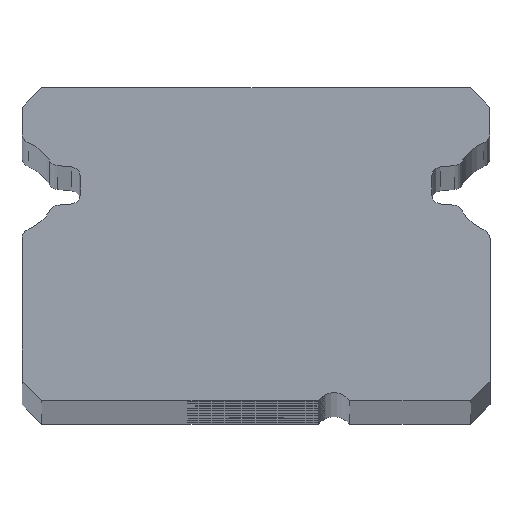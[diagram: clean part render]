
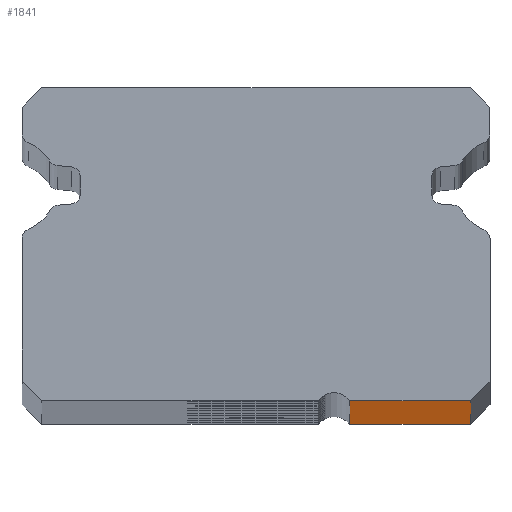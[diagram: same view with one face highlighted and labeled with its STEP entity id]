
A CAD part, top view. The second image highlights one B-rep face of the part: STEP entity #1841.
In plain terms, the highlighted planar face has unit normal (0, -1, 0).
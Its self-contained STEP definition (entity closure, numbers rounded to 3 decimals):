
#166 = CARTESIAN_POINT ( 'NONE',  ( 5.484, -5.5, -175. ) ) ;
#222 = VERTEX_POINT ( 'NONE', #3563 ) ;
#288 = FACE_OUTER_BOUND ( 'NONE', #433, .T. ) ;
#433 = EDGE_LOOP ( 'NONE', ( #1537, #2943, #3864, #3689 ) ) ;
#1046 = CARTESIAN_POINT ( 'NONE',  ( 2.393, -5.5, 175. ) ) ;
#1325 = DIRECTION ( 'NONE',  ( 0., 0., -1. ) ) ;
#1416 = LINE ( 'NONE', #3564, #2323 ) ;
#1452 = VECTOR ( 'NONE', #1489, 1000. ) ;
#1489 = DIRECTION ( 'NONE',  ( 1., 0., 0. ) ) ;
#1537 = ORIENTED_EDGE ( 'NONE', *, *, #3036, .T. ) ;
#1538 = CARTESIAN_POINT ( 'NONE',  ( 5.484, -5.5, 175. ) ) ;
#1574 = VERTEX_POINT ( 'NONE', #166 ) ;
#1642 = VECTOR ( 'NONE', #2061, 1000. ) ;
#1841 = ADVANCED_FACE ( 'NONE', ( #288 ), #3083, .F. ) ;
#1876 = DIRECTION ( 'NONE',  ( 0., 1., 0. ) ) ;
#1943 = VERTEX_POINT ( 'NONE', #1538 ) ;
#2061 = DIRECTION ( 'NONE',  ( 1., 0., 0. ) ) ;
#2093 = DIRECTION ( 'NONE',  ( 0., 0., -1. ) ) ;
#2117 = CARTESIAN_POINT ( 'NONE',  ( 2.393, -5.5, -175. ) ) ;
#2191 = DIRECTION ( 'NONE',  ( 0., 0., 1. ) ) ;
#2323 = VECTOR ( 'NONE', #2093, 1000. ) ;
#2501 = EDGE_CURVE ( 'NONE', #1943, #1574, #1416, .T. ) ;
#2830 = EDGE_CURVE ( 'NONE', #3660, #222, #2938, .T. ) ;
#2886 = LINE ( 'NONE', #2117, #1452 ) ;
#2938 = LINE ( 'NONE', #1046, #3313 ) ;
#2943 = ORIENTED_EDGE ( 'NONE', *, *, #2501, .F. ) ;
#2960 = CARTESIAN_POINT ( 'NONE',  ( 2.393, -5.5, 175. ) ) ;
#3021 = CARTESIAN_POINT ( 'NONE',  ( 2.393, -5.5, 175. ) ) ;
#3036 = EDGE_CURVE ( 'NONE', #222, #1574, #2886, .T. ) ;
#3083 = PLANE ( 'NONE',  #3762 ) ;
#3313 = VECTOR ( 'NONE', #1325, 1000. ) ;
#3362 = CARTESIAN_POINT ( 'NONE',  ( 2.393, -5.5, 175. ) ) ;
#3493 = EDGE_CURVE ( 'NONE', #3660, #1943, #3673, .T. ) ;
#3563 = CARTESIAN_POINT ( 'NONE',  ( 2.393, -5.5, -175. ) ) ;
#3564 = CARTESIAN_POINT ( 'NONE',  ( 5.484, -5.5, 175. ) ) ;
#3660 = VERTEX_POINT ( 'NONE', #3021 ) ;
#3673 = LINE ( 'NONE', #2960, #1642 ) ;
#3689 = ORIENTED_EDGE ( 'NONE', *, *, #2830, .T. ) ;
#3762 = AXIS2_PLACEMENT_3D ( 'NONE', #3362, #1876, #2191 ) ;
#3864 = ORIENTED_EDGE ( 'NONE', *, *, #3493, .F. ) ;
